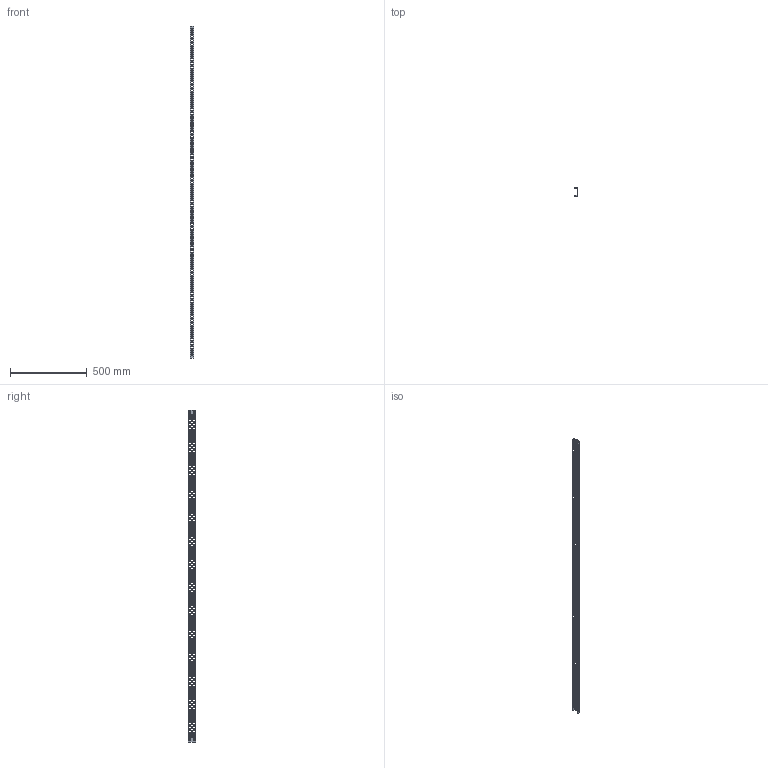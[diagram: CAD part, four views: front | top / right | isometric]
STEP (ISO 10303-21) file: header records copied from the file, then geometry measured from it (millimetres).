
FILE_DESCRIPTION (( 'STEP AP214' ), '1' );
FILE_NAME ('Ðåéêà øèðîêàÿ âåðòèêàëüíàÿ 2200.STEP', '2018-01-14T10:45:15', ( 'Îëåã' ), ( '' ), 'SwSTEP 2.0', 'SolidWorks 2017', '' );
FILE_SCHEMA (( 'AUTOMOTIVE_DESIGN' ));
Length unit declared in the file: millimetre
Products named in the file (1): Ðåéêà øèðîêàÿ âåðòèêàëüíàÿ 2200
Bounding box: 22 x 50 x 2164 mm (x, y, z)
Volume: 224583.4 mm3; surface area: 340606.3 mm2
Topology: 1 solids, 1 shells, 2924 faces, 8751 edges, 5829 vertices
Faces by surface type: plane 2234, cylinder 690
Full cylindrical faces by diameter (mm): 4.5 x170
Entity records: 100282 total; most frequent: CARTESIAN_POINT 17333, ORIENTED_EDGE 17160, DIRECTION 15810, EDGE_CURVE 8580, LINE 7200, VECTOR 7200, VERTEX_POINT 5828, EDGE_LOOP 4800
